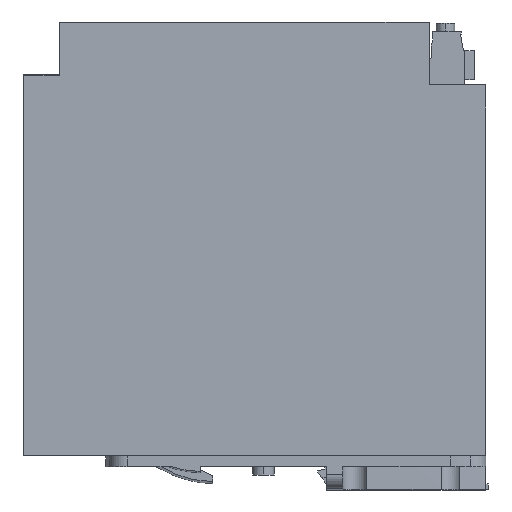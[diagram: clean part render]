
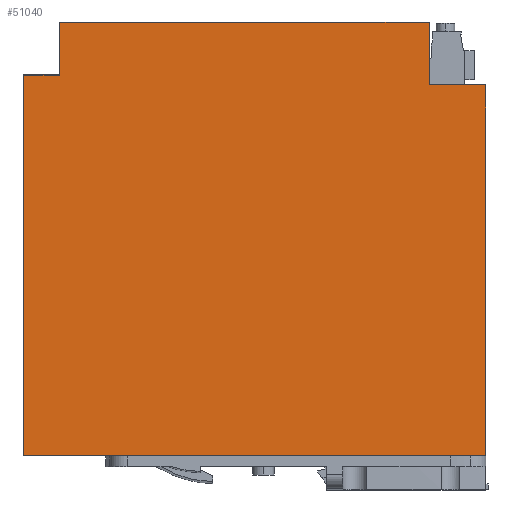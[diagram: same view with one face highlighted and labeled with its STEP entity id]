
A CAD part, left-side view. The second image highlights one B-rep face of the part: STEP entity #51040.
In plain terms, the highlighted face is planar.
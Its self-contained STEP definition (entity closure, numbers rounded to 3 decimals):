
#29940=CARTESIAN_POINT('',(46.9,87.302,33.802));
#29950=VERTEX_POINT('',#29940);
#30210=CARTESIAN_POINT('',(46.9,103.302,33.802));
#30220=VERTEX_POINT('',#30210);
#30250=CARTESIAN_POINT('',(46.9,0.,33.802));
#30260=DIRECTION('',(0.,1.,0.));
#30270=VECTOR('',#30260,1.);
#30280=LINE('',#30250,#30270);
#30290=EDGE_CURVE('',#29950,#30220,#30280,.T.);
#32100=CARTESIAN_POINT('',(46.9,-26.698,-70.498));
#32110=VERTEX_POINT('',#32100);
#32140=CARTESIAN_POINT('',(46.9,0.,-70.498));
#32150=DIRECTION('',(0.,1.,0.));
#32160=VECTOR('',#32150,1.);
#32170=LINE('',#32140,#32160);
#32180=CARTESIAN_POINT('',(46.9,103.302,-70.498));
#32190=VERTEX_POINT('',#32180);
#32200=EDGE_CURVE('',#32110,#32190,#32170,.T.);
#50380=CARTESIAN_POINT('',(46.9,103.302,-0.185));
#50390=DIRECTION('',(0.,0.,-1.));
#50400=VECTOR('',#50390,1.);
#50410=LINE('',#50380,#50400);
#50420=EDGE_CURVE('',#30220,#32190,#50410,.T.);
#50560=CARTESIAN_POINT('',(46.9,106.558,54.566));
#50570=DIRECTION('',(1.,0.,0.));
#50580=DIRECTION('',(0.,-1.,0.));
#50590=AXIS2_PLACEMENT_3D('',#50560,#50570,#50580);
#50600=PLANE('',#50590);
#50610=CARTESIAN_POINT('',(46.9,0.,36.502));
#50620=DIRECTION('',(0.,-1.,0.));
#50630=VECTOR('',#50620,1.);
#50640=LINE('',#50610,#50630);
#50650=CARTESIAN_POINT('',(46.9,-16.698,36.502));
#50660=VERTEX_POINT('',#50650);
#50670=CARTESIAN_POINT('',(46.9,-26.698,36.502));
#50680=VERTEX_POINT('',#50670);
#50690=EDGE_CURVE('',#50660,#50680,#50640,.T.);
#50700=ORIENTED_EDGE('',*,*,#50690,.T.);
#50710=CARTESIAN_POINT('',(46.9,-16.698,0.));
#50720=DIRECTION('',(0.,0.,1.));
#50730=VECTOR('',#50720,1.);
#50740=LINE('',#50710,#50730);
#50750=CARTESIAN_POINT('',(46.9,-16.698,51.502));
#50760=VERTEX_POINT('',#50750);
#50770=EDGE_CURVE('',#50660,#50760,#50740,.T.);
#50780=ORIENTED_EDGE('',*,*,#50770,.F.);
#50790=CARTESIAN_POINT('',(46.9,0.,51.502));
#50800=DIRECTION('',(0.,-1.,0.));
#50810=VECTOR('',#50800,1.);
#50820=LINE('',#50790,#50810);
#50830=CARTESIAN_POINT('',(46.9,87.302,51.502));
#50840=VERTEX_POINT('',#50830);
#50850=EDGE_CURVE('',#50840,#50760,#50820,.T.);
#50860=ORIENTED_EDGE('',*,*,#50850,.T.);
#50870=CARTESIAN_POINT('',(46.9,87.302,-0.385));
#50880=DIRECTION('',(0.,0.,-1.));
#50890=VECTOR('',#50880,1.);
#50900=LINE('',#50870,#50890);
#50910=EDGE_CURVE('',#50840,#29950,#50900,.T.);
#50920=ORIENTED_EDGE('',*,*,#50910,.F.);
#50930=ORIENTED_EDGE('',*,*,#30290,.F.);
#50940=ORIENTED_EDGE('',*,*,#50420,.F.);
#50950=ORIENTED_EDGE('',*,*,#32200,.T.);
#50960=CARTESIAN_POINT('',(46.9,-26.698,0.));
#50970=DIRECTION('',(0.,0.,1.));
#50980=VECTOR('',#50970,1.);
#50990=LINE('',#50960,#50980);
#51000=EDGE_CURVE('',#32110,#50680,#50990,.T.);
#51010=ORIENTED_EDGE('',*,*,#51000,.F.);
#51020=EDGE_LOOP('',(#51010,#50950,#50940,#50930,#50920,#50860,#50780,
#50700));
#51030=FACE_OUTER_BOUND('',#51020,.T.);
#51040=ADVANCED_FACE('',(#51030),#50600,.T.);
